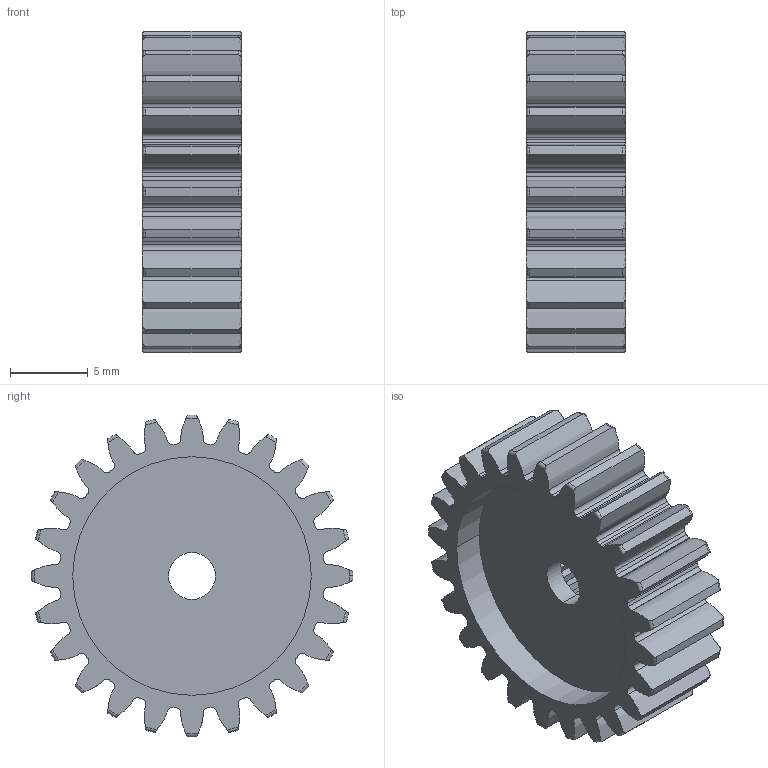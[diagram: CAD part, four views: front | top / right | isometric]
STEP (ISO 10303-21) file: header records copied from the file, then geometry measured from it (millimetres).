
FILE_DESCRIPTION (( 'STEP AP203' ), '1' );
FILE_NAME ('615286.STEP', '2014-07-22T20:44:14', ( 'Kyle' ), ( 'Microsoft' ), 'SwSTEP 2.0', 'SolidWorks 2014', '' );
FILE_SCHEMA (( 'CONFIG_CONTROL_DESIGN' ));
Length unit declared in the file: inch
Products named in the file (1): 615286
Bounding box: 6.35 x 20.64 x 20.64 mm (x, y, z)
Volume: 1334.2 mm3; surface area: 1476 mm2
Topology: 1 solids, 1 shells, 261 faces, 770 edges, 513 vertices
Faces by surface type: cylinder 112, plane 52, torus 49, bspline 48
Entity records: 10891 total; most frequent: CARTESIAN_POINT 4085, ORIENTED_EDGE 1540, DIRECTION 1284, EDGE_CURVE 770, VERTEX_POINT 513, AXIS2_PLACEMENT_3D 490, LINE 304, VECTOR 304
